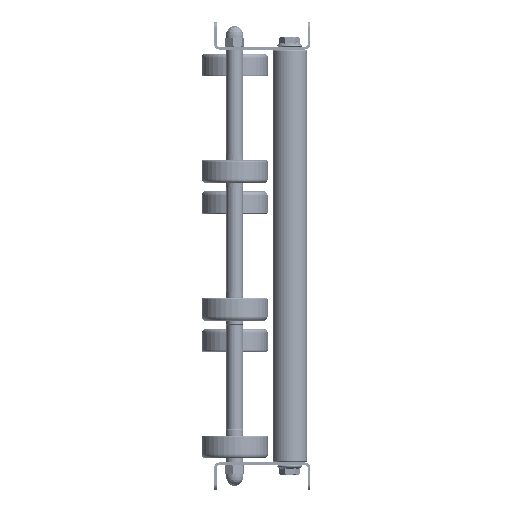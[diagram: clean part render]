
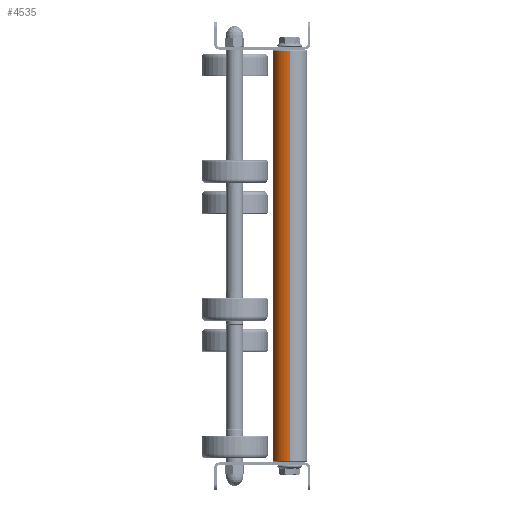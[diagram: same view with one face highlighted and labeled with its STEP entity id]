
A CAD part, left-side view. The second image highlights one B-rep face of the part: STEP entity #4535.
In plain terms, the highlighted cylindrical face has radius 12.5 mm (diameter 25 mm), a partial arc.
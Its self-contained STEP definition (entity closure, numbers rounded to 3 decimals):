
#866 = ORIENTED_EDGE ( 'NONE', *, *, #7474, .F. ) ;
#2757 = DIRECTION ( 'NONE',  ( -1., 0., 0. ) ) ;
#3266 = LINE ( 'NONE', #19305, #25748 ) ;
#3398 = CARTESIAN_POINT ( 'NONE',  ( 300., 0., -12.5 ) ) ;
#3674 = EDGE_CURVE ( 'NONE', #8991, #9045, #7464, .T. ) ;
#4041 = EDGE_CURVE ( 'NONE', #15799, #8991, #17724, .T. ) ;
#4535 = ADVANCED_FACE ( 'NONE', ( #6356 ), #16858, .T. ) ;
#5515 = DIRECTION ( 'NONE',  ( -1., 0., 0. ) ) ;
#6240 = VECTOR ( 'NONE', #5515, 1000. ) ;
#6356 = FACE_OUTER_BOUND ( 'NONE', #20743, .T. ) ;
#7250 = CARTESIAN_POINT ( 'NONE',  ( 1., 0., 0. ) ) ;
#7404 = CARTESIAN_POINT ( 'NONE',  ( 1., 0., -12.5 ) ) ;
#7464 = CIRCLE ( 'NONE', #14193, 12.5 ) ;
#7474 = EDGE_CURVE ( 'NONE', #10357, #9045, #3266, .T. ) ;
#8025 = CARTESIAN_POINT ( 'NONE',  ( 299., 0., 12.5 ) ) ;
#8991 = VERTEX_POINT ( 'NONE', #7404 ) ;
#9045 = VERTEX_POINT ( 'NONE', #21719 ) ;
#9162 = CARTESIAN_POINT ( 'NONE',  ( 299., 0., 0. ) ) ;
#10357 = VERTEX_POINT ( 'NONE', #8025 ) ;
#10511 = CARTESIAN_POINT ( 'NONE',  ( 299., 0., -12.5 ) ) ;
#11214 = AXIS2_PLACEMENT_3D ( 'NONE', #18436, #14632, #24901 ) ;
#12239 = EDGE_CURVE ( 'NONE', #10357, #15799, #13490, .T. ) ;
#13490 = CIRCLE ( 'NONE', #20217, 12.5 ) ;
#13947 = DIRECTION ( 'NONE',  ( 1., 0., 0. ) ) ;
#14193 = AXIS2_PLACEMENT_3D ( 'NONE', #7250, #13947, #19595 ) ;
#14632 = DIRECTION ( 'NONE',  ( -1., 0., 0. ) ) ;
#15799 = VERTEX_POINT ( 'NONE', #10511 ) ;
#16858 = CYLINDRICAL_SURFACE ( 'NONE', #11214, 12.5 ) ;
#16955 = DIRECTION ( 'NONE',  ( 0., 0., -1. ) ) ;
#17724 = LINE ( 'NONE', #3398, #6240 ) ;
#18436 = CARTESIAN_POINT ( 'NONE',  ( 300., 0., 0. ) ) ;
#19305 = CARTESIAN_POINT ( 'NONE',  ( 300., 0., 12.5 ) ) ;
#19595 = DIRECTION ( 'NONE',  ( 0., 0., -1. ) ) ;
#19693 = DIRECTION ( 'NONE',  ( -1., 0., 0. ) ) ;
#20089 = ORIENTED_EDGE ( 'NONE', *, *, #4041, .T. ) ;
#20217 = AXIS2_PLACEMENT_3D ( 'NONE', #9162, #2757, #16955 ) ;
#20743 = EDGE_LOOP ( 'NONE', ( #23667, #20089, #21764, #866 ) ) ;
#21719 = CARTESIAN_POINT ( 'NONE',  ( 1., 0., 12.5 ) ) ;
#21764 = ORIENTED_EDGE ( 'NONE', *, *, #3674, .T. ) ;
#23667 = ORIENTED_EDGE ( 'NONE', *, *, #12239, .T. ) ;
#24901 = DIRECTION ( 'NONE',  ( 0., 0., 1. ) ) ;
#25748 = VECTOR ( 'NONE', #19693, 1000. ) ;
